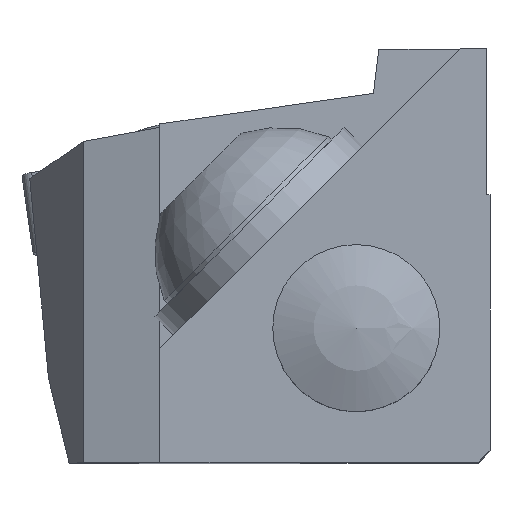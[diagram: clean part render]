
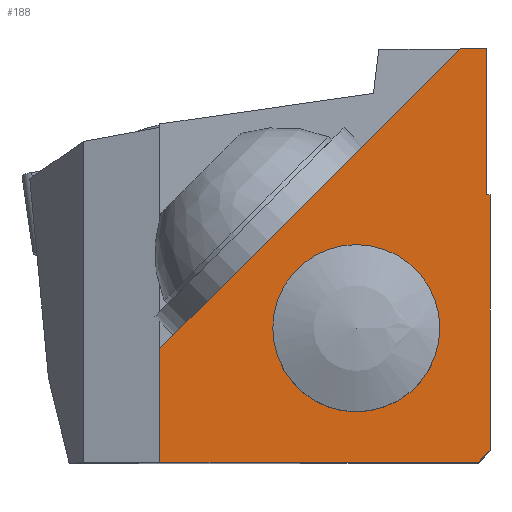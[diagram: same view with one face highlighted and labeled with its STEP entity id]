
A CAD part, top view. The second image highlights one B-rep face of the part: STEP entity #188.
In plain terms, the highlighted planar face has unit normal (0, 0, 1).
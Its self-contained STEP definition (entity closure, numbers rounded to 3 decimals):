
#116=CIRCLE('',#1042,3.);
#145=FACE_BOUND('',#310,.T.);
#146=FACE_BOUND('',#311,.T.);
#188=ADVANCED_FACE('',(#145,#146),#239,.T.);
#239=PLANE('',#1043);
#310=EDGE_LOOP('',(#425));
#311=EDGE_LOOP('',(#426,#427,#428,#429,#430,#431,#432,#433));
#425=ORIENTED_EDGE('',*,*,#721,.F.);
#426=ORIENTED_EDGE('',*,*,#722,.T.);
#427=ORIENTED_EDGE('',*,*,#723,.T.);
#428=ORIENTED_EDGE('',*,*,#692,.T.);
#429=ORIENTED_EDGE('',*,*,#724,.T.);
#430=ORIENTED_EDGE('',*,*,#697,.F.);
#431=ORIENTED_EDGE('',*,*,#690,.T.);
#432=ORIENTED_EDGE('',*,*,#715,.F.);
#433=ORIENTED_EDGE('',*,*,#725,.T.);
#607=VERTEX_POINT('',#1423);
#608=VERTEX_POINT('',#1425);
#609=VERTEX_POINT('',#1429);
#610=VERTEX_POINT('',#1430);
#614=VERTEX_POINT('',#1440);
#628=VERTEX_POINT('',#1474);
#632=VERTEX_POINT('',#1488);
#633=VERTEX_POINT('',#1490);
#634=VERTEX_POINT('',#1491);
#690=EDGE_CURVE('',#608,#607,#803,.T.);
#692=EDGE_CURVE('',#609,#610,#805,.T.);
#697=EDGE_CURVE('',#608,#614,#809,.T.);
#715=EDGE_CURVE('',#628,#607,#825,.T.);
#721=EDGE_CURVE('',#632,#632,#116,.T.);
#722=EDGE_CURVE('',#633,#634,#831,.T.);
#723=EDGE_CURVE('',#634,#609,#832,.T.);
#724=EDGE_CURVE('',#610,#614,#833,.T.);
#725=EDGE_CURVE('',#628,#633,#834,.T.);
#803=LINE('',#1424,#886);
#805=LINE('',#1428,#888);
#809=LINE('',#1439,#892);
#825=LINE('',#1475,#908);
#831=LINE('',#1489,#914);
#832=LINE('',#1492,#915);
#833=LINE('',#1493,#916);
#834=LINE('',#1494,#917);
#886=VECTOR('',#1145,1.);
#888=VECTOR('',#1149,1.);
#892=VECTOR('',#1157,1.);
#908=VECTOR('',#1183,1.);
#914=VECTOR('',#1197,1.);
#915=VECTOR('',#1198,1.);
#916=VECTOR('',#1199,1.);
#917=VECTOR('',#1200,1.);
#1042=AXIS2_PLACEMENT_3D('',#1487,#1195,#1196);
#1043=AXIS2_PLACEMENT_3D('',#1495,#1201,#1202);
#1145=DIRECTION('',(0.707,0.707,0.));
#1149=DIRECTION('',(-0.707,-0.707,0.));
#1157=DIRECTION('',(-1.,0.,0.));
#1183=DIRECTION('',(0.,-1.,0.));
#1195=DIRECTION('',(0.,0.,1.));
#1196=DIRECTION('',(1.,0.,0.));
#1197=DIRECTION('',(0.,1.,0.));
#1198=DIRECTION('',(-1.,0.,0.));
#1199=DIRECTION('',(0.,-1.,0.));
#1200=DIRECTION('',(-1.,0.,0.));
#1201=DIRECTION('',(0.,0.,1.));
#1202=DIRECTION('',(1.,0.,0.));
#1423=CARTESIAN_POINT('',(0.,0.7,-8.));
#1424=CARTESIAN_POINT('',(-0.35,0.35,-8.));
#1425=CARTESIAN_POINT('',(-0.7,0.,-8.));
#1428=CARTESIAN_POINT('',(-1.767,24.75,-8.));
#1429=CARTESIAN_POINT('',(-1.767,24.75,-8.));
#1430=CARTESIAN_POINT('',(-19.75,6.767,-8.));
#1439=CARTESIAN_POINT('',(-12.5,0.,-8.));
#1440=CARTESIAN_POINT('',(-19.75,0.,-8.));
#1474=CARTESIAN_POINT('',(0.,16.,-8.));
#1475=CARTESIAN_POINT('',(0.,12.5,-8.));
#1487=CARTESIAN_POINT('',(-8.,8.,-8.));
#1488=CARTESIAN_POINT('',(-5.,8.,-8.));
#1489=CARTESIAN_POINT('',(-0.2,21.,-8.));
#1490=CARTESIAN_POINT('',(-0.2,16.,-8.));
#1491=CARTESIAN_POINT('',(-0.2,24.75,-8.));
#1492=CARTESIAN_POINT('',(0.,24.75,-8.));
#1493=CARTESIAN_POINT('',(-19.75,6.767,-8.));
#1494=CARTESIAN_POINT('',(2.3,16.,-8.));
#1495=CARTESIAN_POINT('',(-12.5,12.5,-8.));
